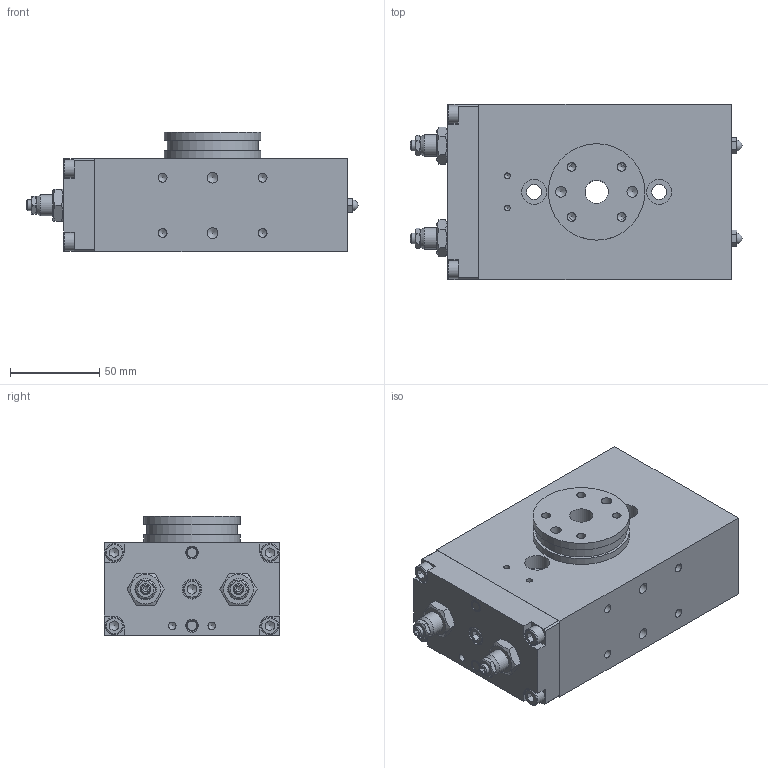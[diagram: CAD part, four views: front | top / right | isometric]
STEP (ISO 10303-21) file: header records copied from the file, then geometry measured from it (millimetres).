
FILE_DESCRIPTION(/* description */ (''),/* implementation_level */ '2;1');
FILE_NAME(/* name */ 'PAO 30-A-N-V3-RO.stp',/* time_stamp */ '2021-10-15T17:28:23+02:00',/* author */ ('Emilio'),/* organization */ (''),/* preprocessor_version */ 'ST-DEVELOPER v17.2',/* originating_system */ 'Autodesk Inventor 2019',/* authorisation */ '');
FILE_SCHEMA (('AUTOMOTIVE_DESIGN { 1 0 10303 214 3 1 1 }'));
Length unit declared in the file: millimetre
Products named in the file (12): PAO 30-A-N-V3-RA; PAO-30 CORPO; PAO-30-TESTATA; PAO-30-ALBERO; DIN EN ISO 4762 - M6 x 12; AS 1421 - M12 x 40 punta piana; DIN EN ISO 4035 - M12; ISO 8734 - 6 x 28CSN EN ISO; TARGHETTA 22X52; PAO-15-SILENZIATORE; DIN 913 - M6 x 16 Acciaio, Dolce; ISO 4035 - M6DIN EN Classe 10.9
Assembly tree (21 placements, depth 2):
  PAO 30-A-N-V3-RA
    PAO-30 CORPO
    PAO-30-TESTATA
    PAO-30-ALBERO
    DIN EN ISO 4762 - M6 x 12  x5
    AS 1421 - M12 x 40 punta piana  x2
    DIN EN ISO 4035 - M12  x2
    ISO 8734 - 6 x 28CSN EN ISO  x2
    TARGHETTA 22X52
    PAO-15-SILENZIATORE  x2
    DIN 913 - M6 x 16 Acciaio, Dolce  x2
    ISO 4035 - M6DIN EN Classe 10.9  x2
Bounding box: 185.9 x 98.01 x 67 mm (x, y, z)
Volume: 787801.9 mm3; surface area: 114389.2 mm2
Topology: 21 solids, 21 shells, 658 faces, 1816 edges, 1239 vertices
Faces by surface type: plane 359, cylinder 108, bspline 99, cone 80, torus 10, sphere 2
Full cylindrical faces by diameter (mm): 2.816 x1, 3.242 x2, 4.134 x4, 4.917 x20, 6 x17, 6.1 x2, 6.5 x5, 8 x2, 8.5 x2, 10 x7, 10.106 x4, 11 x1, 12 x2, 13 x1, 14 x2, 20 x2, 28.35 x1, 30 x1, 34 x1, 37 x2, 41.5 x2, 42 x1, 45.5 x1, 51 x1, 54 x2
Entity records: 18170 total; most frequent: CARTESIAN_POINT 4241, ORIENTED_EDGE 2920, DIRECTION 2491, EDGE_CURVE 1460, VERTEX_POINT 1021, LINE 873, VECTOR 873, AXIS2_PLACEMENT_3D 809
